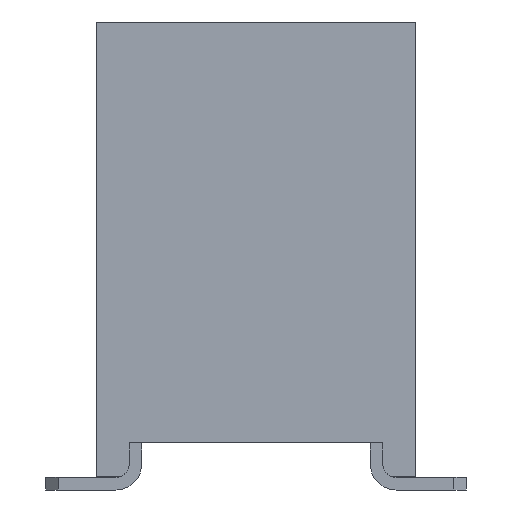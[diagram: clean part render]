
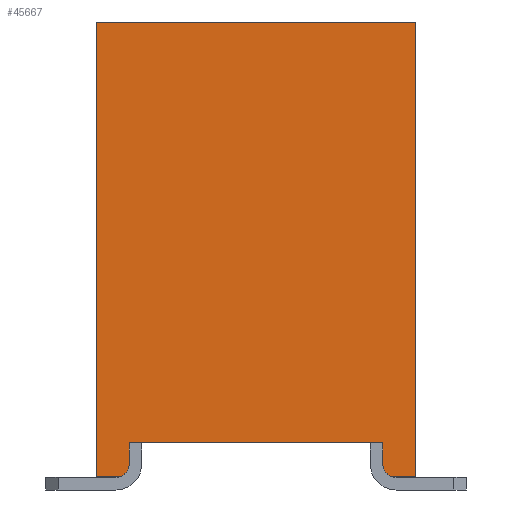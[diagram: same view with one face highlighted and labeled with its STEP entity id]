
A CAD part, left-side view. The second image highlights one B-rep face of the part: STEP entity #45667.
In plain terms, the highlighted planar face has unit normal (-1, 0, 0).
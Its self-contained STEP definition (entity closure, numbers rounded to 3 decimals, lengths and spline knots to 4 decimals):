
#536=CIRCLE('',#48543,0.2);
#538=CIRCLE('',#48546,0.2);
#4318=ORIENTED_EDGE('',*,*,#16992,.F.);
#4319=ORIENTED_EDGE('',*,*,#17813,.T.);
#4320=ORIENTED_EDGE('',*,*,#17814,.T.);
#4321=ORIENTED_EDGE('',*,*,#17815,.T.);
#4322=ORIENTED_EDGE('',*,*,#17816,.T.);
#4323=ORIENTED_EDGE('',*,*,#17810,.T.);
#4324=ORIENTED_EDGE('',*,*,#16986,.F.);
#4325=ORIENTED_EDGE('',*,*,#16997,.T.);
#4326=ORIENTED_EDGE('',*,*,#17817,.T.);
#4327=ORIENTED_EDGE('',*,*,#16994,.F.);
#16986=EDGE_CURVE('',#23992,#23993,#28492,.T.);
#16992=EDGE_CURVE('',#23998,#23999,#28498,.T.);
#16994=EDGE_CURVE('',#23999,#24000,#28500,.T.);
#16997=EDGE_CURVE('',#23992,#24002,#28503,.T.);
#17810=EDGE_CURVE('',#24514,#23993,#536,.T.);
#17813=EDGE_CURVE('',#23998,#24516,#538,.T.);
#17814=EDGE_CURVE('',#24516,#24517,#29317,.T.);
#17815=EDGE_CURVE('',#24517,#24518,#29318,.T.);
#17816=EDGE_CURVE('',#24518,#24514,#29319,.T.);
#17817=EDGE_CURVE('',#24002,#24000,#29320,.T.);
#23992=VERTEX_POINT('',#65520);
#23993=VERTEX_POINT('',#65521);
#23998=VERTEX_POINT('',#65532);
#23999=VERTEX_POINT('',#65534);
#24000=VERTEX_POINT('',#65538);
#24002=VERTEX_POINT('',#65544);
#24514=VERTEX_POINT('',#67186);
#24516=VERTEX_POINT('',#67192);
#24517=VERTEX_POINT('',#67194);
#24518=VERTEX_POINT('',#67196);
#28492=LINE('',#65519,#33446);
#28498=LINE('',#65533,#33452);
#28500=LINE('',#65537,#33454);
#28503=LINE('',#65543,#33457);
#29317=LINE('',#67193,#34271);
#29318=LINE('',#67195,#34272);
#29319=LINE('',#67197,#34273);
#29320=LINE('',#67198,#34274);
#33446=VECTOR('',#52339,1000.);
#33452=VECTOR('',#52347,1000.);
#33454=VECTOR('',#52351,1000.);
#33457=VECTOR('',#52356,1000.);
#34271=VECTOR('',#53812,1000.);
#34272=VECTOR('',#53813,1000.);
#34273=VECTOR('',#53814,1000.);
#34274=VECTOR('',#53815,1000.);
#38736=EDGE_LOOP('',(#4318,#4319,#4320,#4321,#4322,#4323,#4324,#4325,#4326,
#4327));
#41372=FACE_BOUND('',#38736,.T.);
#43992=PLANE('',#48545);
#45667=ADVANCED_FACE('',(#41372),#43992,.T.);
#48543=AXIS2_PLACEMENT_3D('',#67185,#53803,#53804);
#48545=AXIS2_PLACEMENT_3D('',#67190,#53808,#53809);
#48546=AXIS2_PLACEMENT_3D('',#67191,#53810,#53811);
#52339=DIRECTION('',(0.,1.,0.));
#52347=DIRECTION('',(0.,1.,0.));
#52351=DIRECTION('',(0.,0.,1.));
#52356=DIRECTION('',(0.,0.,1.));
#53803=DIRECTION('',(-1.,0.,0.));
#53804=DIRECTION('',(0.,0.,1.));
#53808=DIRECTION('',(-1.,0.,0.));
#53809=DIRECTION('',(0.,0.,1.));
#53810=DIRECTION('',(-1.,0.,0.));
#53811=DIRECTION('',(0.,0.,1.));
#53812=DIRECTION('',(0.,0.,1.));
#53813=DIRECTION('',(0.,-1.,0.));
#53814=DIRECTION('',(0.,0.,-1.));
#53815=DIRECTION('',(0.,1.,0.));
#65519=CARTESIAN_POINT('',(-20.57,-2.54,-3.62));
#65520=CARTESIAN_POINT('',(-20.57,-2.54,-3.62));
#65521=CARTESIAN_POINT('',(-20.57,-2.22,-3.62));
#65532=CARTESIAN_POINT('',(-20.57,2.22,-3.62));
#65533=CARTESIAN_POINT('',(-20.57,-2.54,-3.62));
#65534=CARTESIAN_POINT('',(-20.57,2.54,-3.62));
#65537=CARTESIAN_POINT('',(-20.57,2.54,-3.62));
#65538=CARTESIAN_POINT('',(-20.57,2.54,3.62));
#65543=CARTESIAN_POINT('',(-20.57,-2.54,-3.62));
#65544=CARTESIAN_POINT('',(-20.57,-2.54,3.62));
#67185=CARTESIAN_POINT('',(-20.57,-2.22,-3.42));
#67186=CARTESIAN_POINT('',(-20.57,-2.02,-3.42));
#67190=CARTESIAN_POINT('',(-20.57,-2.54,-3.62));
#67191=CARTESIAN_POINT('',(-20.57,2.22,-3.42));
#67192=CARTESIAN_POINT('',(-20.57,2.02,-3.42));
#67193=CARTESIAN_POINT('',(-20.57,2.02,-3.62));
#67194=CARTESIAN_POINT('',(-20.57,2.02,-3.08));
#67195=CARTESIAN_POINT('',(-20.57,-2.54,-3.08));
#67196=CARTESIAN_POINT('',(-20.57,-2.02,-3.08));
#67197=CARTESIAN_POINT('',(-20.57,-2.02,-3.62));
#67198=CARTESIAN_POINT('',(-20.57,-2.54,3.62));
